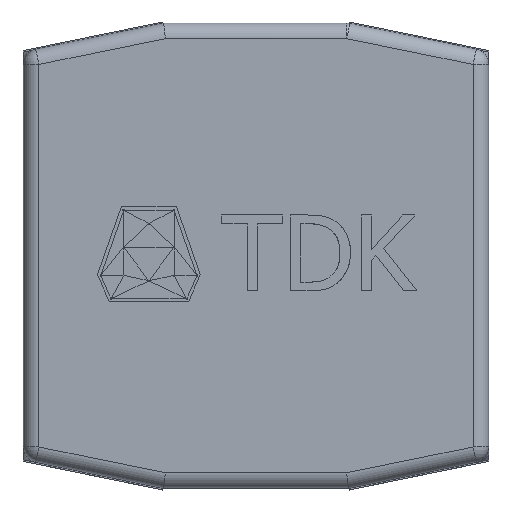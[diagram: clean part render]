
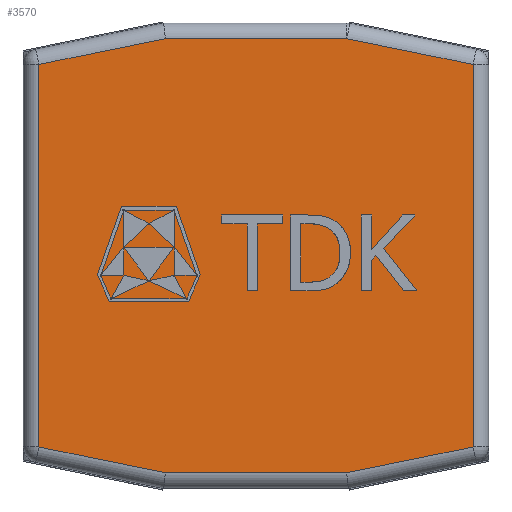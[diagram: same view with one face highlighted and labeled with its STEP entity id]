
A CAD part, top view. The second image highlights one B-rep face of the part: STEP entity #3570.
In plain terms, the highlighted face is planar.
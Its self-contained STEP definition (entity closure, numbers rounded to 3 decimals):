
#123=PLANE('',#4064);
#411=FACE_OUTER_BOUND('',#632,.T.);
#632=EDGE_LOOP('',(#2681,#2682,#2683,#2684,#2685,#2686,#2687,#2688));
#858=LINE('',#5773,#1215);
#861=LINE('',#5787,#1218);
#863=LINE('',#5806,#1220);
#866=LINE('',#5812,#1223);
#872=LINE('',#5882,#1229);
#874=LINE('',#5885,#1231);
#876=LINE('',#5888,#1233);
#878=LINE('',#5891,#1235);
#1215=VECTOR('',#4453,10.);
#1218=VECTOR('',#4470,10.);
#1220=VECTOR('',#4492,10.);
#1223=VECTOR('',#4497,10.);
#1229=VECTOR('',#4529,10.);
#1231=VECTOR('',#4533,10.);
#1233=VECTOR('',#4537,10.);
#1235=VECTOR('',#4541,10.);
#1643=VERTEX_POINT('',#5740);
#1648=VERTEX_POINT('',#5761);
#1651=VERTEX_POINT('',#5772);
#1653=VERTEX_POINT('',#5777);
#1655=VERTEX_POINT('',#5786);
#1658=VERTEX_POINT('',#5793);
#1662=VERTEX_POINT('',#5802);
#1664=VERTEX_POINT('',#5811);
#2010=EDGE_CURVE('',#1643,#1651,#858,.T.);
#2017=EDGE_CURVE('',#1651,#1655,#861,.T.);
#2026=EDGE_CURVE('',#1658,#1662,#863,.T.);
#2029=EDGE_CURVE('',#1662,#1664,#866,.T.);
#2044=EDGE_CURVE('',#1655,#1658,#872,.T.);
#2046=EDGE_CURVE('',#1664,#1653,#874,.T.);
#2048=EDGE_CURVE('',#1653,#1648,#876,.T.);
#2050=EDGE_CURVE('',#1648,#1643,#878,.T.);
#2681=ORIENTED_EDGE('',*,*,#2026,.F.);
#2682=ORIENTED_EDGE('',*,*,#2044,.F.);
#2683=ORIENTED_EDGE('',*,*,#2017,.F.);
#2684=ORIENTED_EDGE('',*,*,#2010,.F.);
#2685=ORIENTED_EDGE('',*,*,#2050,.F.);
#2686=ORIENTED_EDGE('',*,*,#2048,.F.);
#2687=ORIENTED_EDGE('',*,*,#2046,.F.);
#2688=ORIENTED_EDGE('',*,*,#2029,.F.);
#3570=ADVANCED_FACE('',(#411),#123,.T.);
#4064=AXIS2_PLACEMENT_3D('',#5912,#4569,#4570);
#4453=DIRECTION('',(-0.98,0.,0.2));
#4470=DIRECTION('',(-1.,0.,0.));
#4492=DIRECTION('',(0.,0.,-1.));
#4497=DIRECTION('',(0.98,0.,-0.2));
#4529=DIRECTION('',(-0.98,0.,-0.2));
#4533=DIRECTION('',(1.,0.,0.));
#4537=DIRECTION('',(0.98,0.,0.2));
#4541=DIRECTION('',(0.,0.,1.));
#4569=DIRECTION('center_axis',(0.,1.,0.));
#4570=DIRECTION('ref_axis',(0.,0.,1.));
#5740=CARTESIAN_POINT('',(1.4,1.19,1.233));
#5761=CARTESIAN_POINT('',(1.4,1.19,-1.233));
#5772=CARTESIAN_POINT('',(0.585,1.19,1.4));
#5773=CARTESIAN_POINT('',(0.437,1.19,1.43));
#5777=CARTESIAN_POINT('',(0.585,1.19,-1.4));
#5786=CARTESIAN_POINT('',(-0.585,1.19,1.4));
#5787=CARTESIAN_POINT('',(-0.298,1.19,1.4));
#5793=CARTESIAN_POINT('',(-1.4,1.19,1.233));
#5802=CARTESIAN_POINT('',(-1.4,1.19,-1.233));
#5806=CARTESIAN_POINT('',(-1.4,1.19,-0.658));
#5811=CARTESIAN_POINT('',(-0.585,1.19,-1.4));
#5812=CARTESIAN_POINT('',(-0.437,1.19,-1.43));
#5882=CARTESIAN_POINT('',(-0.889,1.19,1.338));
#5885=CARTESIAN_POINT('',(0.298,1.19,-1.4));
#5888=CARTESIAN_POINT('',(0.889,1.19,-1.338));
#5891=CARTESIAN_POINT('',(1.4,1.19,0.658));
#5912=CARTESIAN_POINT('Origin',(0.,1.19,0.));
